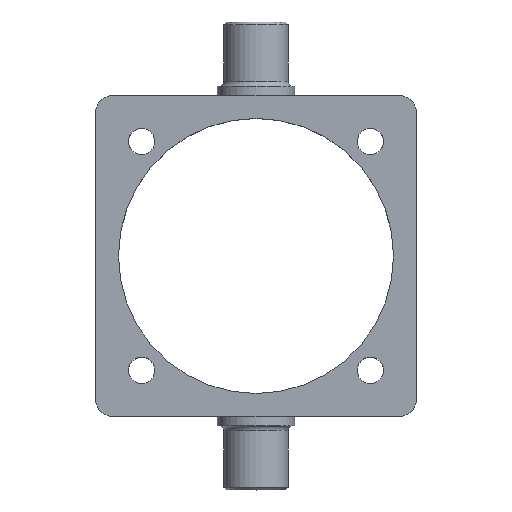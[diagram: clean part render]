
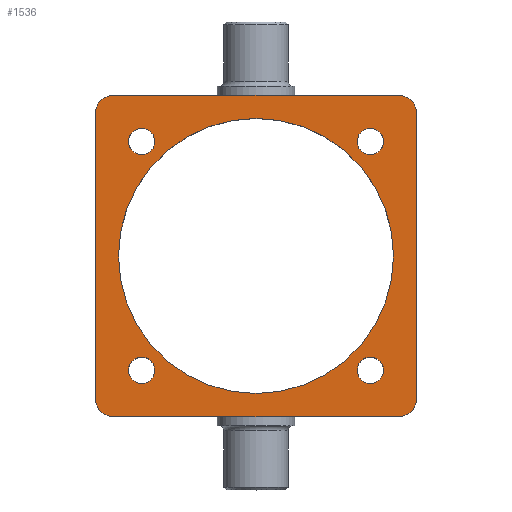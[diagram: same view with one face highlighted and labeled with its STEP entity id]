
A CAD part, top view. The second image highlights one B-rep face of the part: STEP entity #1536.
In plain terms, the highlighted planar face has unit normal (0, 0, 1).
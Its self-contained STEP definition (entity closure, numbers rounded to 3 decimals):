
#311=CARTESIAN_POINT('',(0.0,62.5,15.0));
#312=VERTEX_POINT('',#311);
#344=CARTESIAN_POINT('',(-55.5,62.5,15.0));
#345=VERTEX_POINT('',#344);
#352=CARTESIAN_POINT('',(-55.5,62.5,15.0));
#353=DIRECTION('',(1.0,0.0,0.0));
#354=VECTOR('',#353,55.5);
#355=LINE('',#352,#354);
#356=EDGE_CURVE('',#345,#312,#355,.T.);
#367=CARTESIAN_POINT('',(55.5,62.5,15.0));
#368=VERTEX_POINT('',#367);
#369=CARTESIAN_POINT('',(0.0,62.5,15.0));
#370=DIRECTION('',(1.0,0.0,0.0));
#371=VECTOR('',#370,55.5);
#372=LINE('',#369,#371);
#373=EDGE_CURVE('',#312,#368,#372,.T.);
#400=CARTESIAN_POINT('',(0.0,-62.5,15.0));
#401=VERTEX_POINT('',#400);
#427=CARTESIAN_POINT('',(-55.5,-62.5,15.0));
#428=VERTEX_POINT('',#427);
#429=CARTESIAN_POINT('',(0.0,-62.5,15.0));
#430=DIRECTION('',(-1.0,0.0,0.0));
#431=VECTOR('',#430,55.5);
#432=LINE('',#429,#431);
#433=EDGE_CURVE('',#401,#428,#432,.T.);
#466=CARTESIAN_POINT('',(55.5,-62.5,15.0));
#467=VERTEX_POINT('',#466);
#474=CARTESIAN_POINT('',(55.5,-62.5,15.0));
#475=DIRECTION('',(-1.0,0.0,0.0));
#476=VECTOR('',#475,55.5);
#477=LINE('',#474,#476);
#478=EDGE_CURVE('',#467,#401,#477,.T.);
#516=CARTESIAN_POINT('',(62.5,55.5,15.0));
#517=VERTEX_POINT('',#516);
#526=CARTESIAN_POINT('',(62.5,-55.5,15.0));
#527=VERTEX_POINT('',#526);
#528=CARTESIAN_POINT('',(62.5,55.5,15.0));
#529=DIRECTION('',(0.0,-1.0,0.0));
#530=VECTOR('',#529,111.0);
#531=LINE('',#528,#530);
#532=EDGE_CURVE('',#517,#527,#531,.T.);
#880=CARTESIAN_POINT('',(-62.5,-55.5,15.0));
#881=VERTEX_POINT('',#880);
#890=CARTESIAN_POINT('',(-62.5,55.5,15.0));
#891=VERTEX_POINT('',#890);
#892=CARTESIAN_POINT('',(-62.5,-55.5,15.0));
#893=DIRECTION('',(0.0,1.0,0.0));
#894=VECTOR('',#893,111.);
#895=LINE('',#892,#894);
#896=EDGE_CURVE('',#881,#891,#895,.T.);
#1224=CARTESIAN_POINT('',(55.5,55.5,15.0));
#1225=DIRECTION('',(0.0,0.0,-1.));
#1226=DIRECTION('',(0.707,0.707,0.0));
#1227=AXIS2_PLACEMENT_3D('',#1224,#1225,#1226);
#1228=CIRCLE('',#1227,7.);
#1229=EDGE_CURVE('',#368,#517,#1228,.T.);
#1333=CARTESIAN_POINT('',(-55.5,-55.5,15.0));
#1334=DIRECTION('',(0.0,0.0,-1.0));
#1335=DIRECTION('',(-0.707,-0.707,0.0));
#1336=AXIS2_PLACEMENT_3D('',#1333,#1334,#1335);
#1337=CIRCLE('',#1336,7.);
#1338=EDGE_CURVE('',#428,#881,#1337,.T.);
#1351=CARTESIAN_POINT('',(55.5,-55.5,15.0));
#1352=DIRECTION('',(0.0,0.0,-1.0));
#1353=DIRECTION('',(0.707,-0.707,0.0));
#1354=AXIS2_PLACEMENT_3D('',#1351,#1352,#1353);
#1355=CIRCLE('',#1354,7.);
#1356=EDGE_CURVE('',#527,#467,#1355,.T.);
#1367=CARTESIAN_POINT('',(-55.5,55.5,15.0));
#1368=DIRECTION('',(0.0,0.0,-1.0));
#1369=DIRECTION('',(-0.707,0.707,0.0));
#1370=AXIS2_PLACEMENT_3D('',#1367,#1368,#1369);
#1371=CIRCLE('',#1370,7.);
#1372=EDGE_CURVE('',#891,#345,#1371,.T.);
#1388=CARTESIAN_POINT('',(53.5,0.,15.0));
#1389=VERTEX_POINT('',#1388);
#1390=CARTESIAN_POINT('',(0.0,0.0,15.0));
#1391=DIRECTION('',(0.0,0.0,-1.0));
#1392=DIRECTION('',(-1.0,0.0,0.0));
#1393=AXIS2_PLACEMENT_3D('',#1390,#1391,#1392);
#1394=CIRCLE('',#1393,53.5);
#1395=EDGE_CURVE('',#1389,#1389,#1394,.T.);
#1414=CARTESIAN_POINT('',(49.625,-44.5,15.0));
#1415=VERTEX_POINT('',#1414);
#1416=CARTESIAN_POINT('',(44.5,-44.5,15.0));
#1417=DIRECTION('',(0.0,0.0,-1.0));
#1418=DIRECTION('',(-1.0,0.0,0.0));
#1419=AXIS2_PLACEMENT_3D('',#1416,#1417,#1418);
#1420=CIRCLE('',#1419,5.125);
#1421=EDGE_CURVE('',#1415,#1415,#1420,.T.);
#1440=CARTESIAN_POINT('',(-39.375,-44.5,15.0));
#1441=VERTEX_POINT('',#1440);
#1442=CARTESIAN_POINT('',(-44.5,-44.5,15.0));
#1443=DIRECTION('',(0.0,0.0,-1.0));
#1444=DIRECTION('',(-1.0,0.0,0.0));
#1445=AXIS2_PLACEMENT_3D('',#1442,#1443,#1444);
#1446=CIRCLE('',#1445,5.125);
#1447=EDGE_CURVE('',#1441,#1441,#1446,.T.);
#1466=CARTESIAN_POINT('',(49.625,44.5,15.0));
#1467=VERTEX_POINT('',#1466);
#1468=CARTESIAN_POINT('',(44.5,44.5,15.0));
#1469=DIRECTION('',(0.0,0.0,-1.0));
#1470=DIRECTION('',(-1.0,0.0,0.0));
#1471=AXIS2_PLACEMENT_3D('',#1468,#1469,#1470);
#1472=CIRCLE('',#1471,5.125);
#1473=EDGE_CURVE('',#1467,#1467,#1472,.T.);
#1492=CARTESIAN_POINT('',(-39.375,44.5,15.0));
#1493=VERTEX_POINT('',#1492);
#1494=CARTESIAN_POINT('',(-44.5,44.5,15.0));
#1495=DIRECTION('',(0.0,0.0,-1.0));
#1496=DIRECTION('',(-1.0,0.0,0.0));
#1497=AXIS2_PLACEMENT_3D('',#1494,#1495,#1496);
#1498=CIRCLE('',#1497,5.125);
#1499=EDGE_CURVE('',#1493,#1493,#1498,.T.);
#1504=CARTESIAN_POINT('',(0.,0.0,15.0));
#1505=DIRECTION('',(0.0,0.0,1.0));
#1506=DIRECTION('',(1.0,0.0,0.0));
#1507=AXIS2_PLACEMENT_3D('',#1504,#1505,#1506);
#1508=PLANE('',#1507);
#1509=ORIENTED_EDGE('',*,*,#1229,.F.);
#1510=ORIENTED_EDGE('',*,*,#373,.F.);
#1511=ORIENTED_EDGE('',*,*,#356,.F.);
#1512=ORIENTED_EDGE('',*,*,#1372,.F.);
#1513=ORIENTED_EDGE('',*,*,#896,.F.);
#1514=ORIENTED_EDGE('',*,*,#1338,.F.);
#1515=ORIENTED_EDGE('',*,*,#433,.F.);
#1516=ORIENTED_EDGE('',*,*,#478,.F.);
#1517=ORIENTED_EDGE('',*,*,#1356,.F.);
#1518=ORIENTED_EDGE('',*,*,#532,.F.);
#1519=EDGE_LOOP('',(#1509,#1510,#1511,#1512,#1513,#1514,#1515,#1516,#1517,#1518));
#1520=FACE_OUTER_BOUND('',#1519,.T.);
#1521=ORIENTED_EDGE('',*,*,#1395,.T.);
#1522=EDGE_LOOP('',(#1521));
#1523=FACE_BOUND('',#1522,.T.);
#1524=ORIENTED_EDGE('',*,*,#1421,.T.);
#1525=EDGE_LOOP('',(#1524));
#1526=FACE_BOUND('',#1525,.T.);
#1527=ORIENTED_EDGE('',*,*,#1447,.T.);
#1528=EDGE_LOOP('',(#1527));
#1529=FACE_BOUND('',#1528,.T.);
#1530=ORIENTED_EDGE('',*,*,#1473,.T.);
#1531=EDGE_LOOP('',(#1530));
#1532=FACE_BOUND('',#1531,.T.);
#1533=ORIENTED_EDGE('',*,*,#1499,.T.);
#1534=EDGE_LOOP('',(#1533));
#1535=FACE_BOUND('',#1534,.T.);
#1536=ADVANCED_FACE('',(#1520,#1523,#1526,#1529,#1532,#1535),#1508,.T.);
